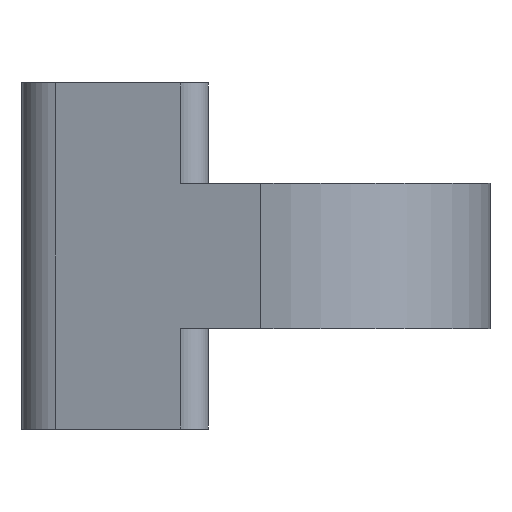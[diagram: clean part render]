
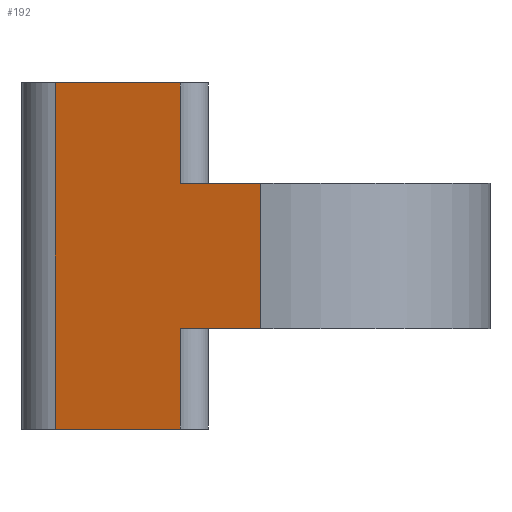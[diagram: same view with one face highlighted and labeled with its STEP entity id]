
A CAD part, left-side view. The second image highlights one B-rep face of the part: STEP entity #192.
In plain terms, the highlighted planar face has unit normal (-0.962, 0.273, 0).
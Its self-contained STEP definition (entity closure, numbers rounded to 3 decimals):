
#192 = ADVANCED_FACE( '', ( #415 ), #416, .F. );
#415 = FACE_OUTER_BOUND( '', #670, .T. );
#416 = PLANE( '', #671 );
#670 = EDGE_LOOP( '', ( #1203, #1204, #1205, #1206, #1207, #1208, #1209, #1210 ) );
#671 = AXIS2_PLACEMENT_3D( '', #1211, #1212, #1213 );
#1203 = ORIENTED_EDGE( '', *, *, #1590, .T. );
#1204 = ORIENTED_EDGE( '', *, *, #1700, .T. );
#1205 = ORIENTED_EDGE( '', *, *, #1728, .F. );
#1206 = ORIENTED_EDGE( '', *, *, #1719, .T. );
#1207 = ORIENTED_EDGE( '', *, *, #1656, .F. );
#1208 = ORIENTED_EDGE( '', *, *, #1626, .F. );
#1209 = ORIENTED_EDGE( '', *, *, #1729, .T. );
#1210 = ORIENTED_EDGE( '', *, *, #1730, .F. );
#1211 = CARTESIAN_POINT( '', ( -6.329, 23.881, 4. ) );
#1212 = DIRECTION( '', ( 0.962, -0.273, 0. ) );
#1213 = DIRECTION( '', ( 0.273, 0.962, 0. ) );
#1590 = EDGE_CURVE( '', #1942, #1940, #1943, .T. );
#1626 = EDGE_CURVE( '', #1997, #2000, #2001, .T. );
#1656 = EDGE_CURVE( '', #2000, #2045, #2049, .T. );
#1700 = EDGE_CURVE( '', #1940, #2111, #2113, .T. );
#1719 = EDGE_CURVE( '', #2131, #2045, #2136, .T. );
#1728 = EDGE_CURVE( '', #2131, #2111, #2145, .T. );
#1729 = EDGE_CURVE( '', #1997, #2146, #2147, .T. );
#1730 = EDGE_CURVE( '', #1942, #2146, #2148, .T. );
#1940 = VERTEX_POINT( '', #2491 );
#1942 = VERTEX_POINT( '', #2493 );
#1943 = LINE( '', #2494, #2495 );
#1997 = VERTEX_POINT( '', #2562 );
#2000 = VERTEX_POINT( '', #2565 );
#2001 = LINE( '', #2566, #2567 );
#2045 = VERTEX_POINT( '', #2621 );
#2049 = LINE( '', #2626, #2627 );
#2111 = VERTEX_POINT( '', #2724 );
#2113 = LINE( '', #2726, #2727 );
#2131 = VERTEX_POINT( '', #2752 );
#2136 = LINE( '', #2758, #2759 );
#2145 = LINE( '', #2770, #2771 );
#2146 = VERTEX_POINT( '', #2772 );
#2147 = LINE( '', #2773, #2774 );
#2148 = LINE( '', #2775, #2776 );
#2491 = CARTESIAN_POINT( '', ( -6.329, 23.881, -9.5 ) );
#2493 = CARTESIAN_POINT( '', ( -6.329, 23.881, 9.5 ) );
#2494 = CARTESIAN_POINT( '', ( -6.329, 23.881, 4. ) );
#2495 = VECTOR( '', #2992, 1000. );
#2562 = CARTESIAN_POINT( '', ( -8.278, 17.001, 4. ) );
#2565 = CARTESIAN_POINT( '', ( -9.525, 12.598, 4. ) );
#2566 = CARTESIAN_POINT( '', ( -6.329, 23.881, 4. ) );
#2567 = VECTOR( '', #3051, 1000. );
#2621 = CARTESIAN_POINT( '', ( -9.525, 12.598, -4. ) );
#2626 = CARTESIAN_POINT( '', ( -9.525, 12.598, 4. ) );
#2627 = VECTOR( '', #3102, 1000. );
#2724 = CARTESIAN_POINT( '', ( -8.278, 17.001, -9.5 ) );
#2726 = CARTESIAN_POINT( '', ( -6.329, 23.881, -9.5 ) );
#2727 = VECTOR( '', #3153, 1000. );
#2752 = CARTESIAN_POINT( '', ( -8.278, 17.001, -4. ) );
#2758 = CARTESIAN_POINT( '', ( -6.329, 23.881, -4. ) );
#2759 = VECTOR( '', #3180, 1000. );
#2770 = CARTESIAN_POINT( '', ( -8.278, 17.001, -3.5 ) );
#2771 = VECTOR( '', #3189, 1000. );
#2772 = CARTESIAN_POINT( '', ( -8.278, 17.001, 9.5 ) );
#2773 = CARTESIAN_POINT( '', ( -8.278, 17.001, 3.5 ) );
#2774 = VECTOR( '', #3190, 1000. );
#2775 = CARTESIAN_POINT( '', ( -6.329, 23.881, 9.5 ) );
#2776 = VECTOR( '', #3191, 1000. );
#2992 = DIRECTION( '', ( 0., 0., -1. ) );
#3051 = DIRECTION( '', ( -0.273, -0.962, 0. ) );
#3102 = DIRECTION( '', ( 0., 0., -1. ) );
#3153 = DIRECTION( '', ( -0.273, -0.962, 0. ) );
#3180 = DIRECTION( '', ( -0.273, -0.962, 0. ) );
#3189 = DIRECTION( '', ( 0., 0., -1. ) );
#3190 = DIRECTION( '', ( 0., 0., 1. ) );
#3191 = DIRECTION( '', ( -0.273, -0.962, 0. ) );
